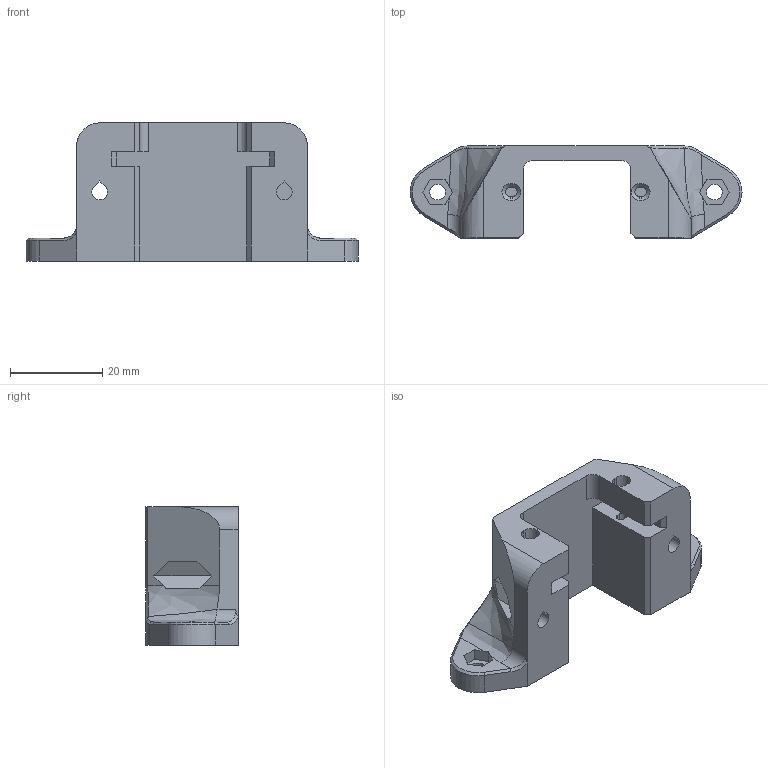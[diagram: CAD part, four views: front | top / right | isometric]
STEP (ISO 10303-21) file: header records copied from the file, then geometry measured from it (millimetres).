
FILE_DESCRIPTION(('STEP AP242'), '1');
FILE_NAME('Êðåï¸æ', '', ('UNSPECIFIED'), ('UNSPECIFIED'), 'C3D Converter', 'C3D Toolkit', '');
FILE_SCHEMA(('AP242_MANAGED_MODEL_BASED_3D_ENGINEERING_MIM_LF { 1 0 10303 442 1 1 4 }'));
Length unit declared in the file: millimetre
Products named in the file (5): -03; -02
Assembly tree (4 placements, depth 3):
  (unnamed)
    -03
      -02
    -02
      (unnamed)
Bounding box: 72 x 20 x 30 mm (x, y, z)
Volume: 15071.8 mm3; surface area: 7616.3 mm2
Topology: 2 solids, 2 shells, 148 faces, 388 edges, 246 vertices
Faces by surface type: plane 100, cylinder 26, bspline 16, cone 6
Full cylindrical faces by diameter (mm): 3.4 x2
Entity records: 5859 total; most frequent: CARTESIAN_POINT 2067, ORIENTED_EDGE 772, DIRECTION 652, EDGE_CURVE 386, LINE 286, VECTOR 286, VERTEX_POINT 246, AXIS2_PLACEMENT_3D 183
